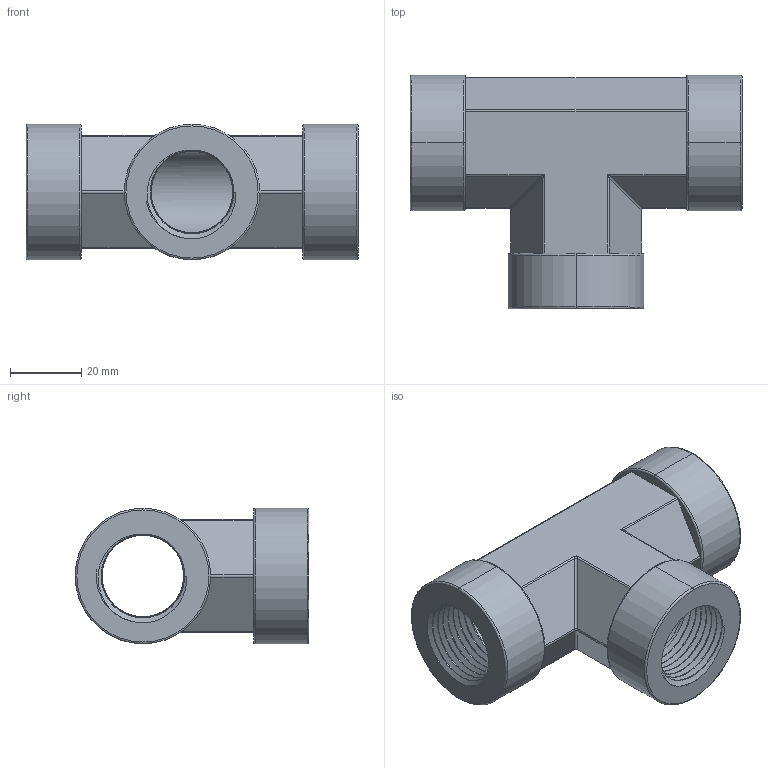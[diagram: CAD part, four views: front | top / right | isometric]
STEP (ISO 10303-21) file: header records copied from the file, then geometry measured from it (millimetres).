
FILE_DESCRIPTION((''),'2;1');
FILE_NAME('001_H-STA_MASTER','2025-07-07T15:50:46',('Administrator'),(''),'CREO PARAMETRIC BY PTC INC, 2020184','CREO PARAMETRIC BY PTC INC, 2020184','');
FILE_SCHEMA(('AUTOMOTIVE_DESIGN { 1 0 10303 214 1 1 1 1 }'));
Length unit declared in the file: millimetre
Products named in the file (1): 001_H-STA_MASTER
Bounding box: 93 x 65.5 x 38 mm (x, y, z)
Volume: 63694 mm3; surface area: 28079.6 mm2
Topology: 1 solids, 1 shells, 169 faces, 433 edges, 279 vertices
Faces by surface type: cylinder 48, cone 42, plane 27, bspline 26, torus 26
Entity records: 22842 total; most frequent: CARTESIAN_POINT 17562, ORIENTED_EDGE 846, DIRECTION 703, PRESENTATION_STYLE_ASSIGNMENT 435, STYLED_ITEM 435, CURVE_STYLE 434, EDGE_CURVE 423, AXIS2_PLACEMENT_3D 266
